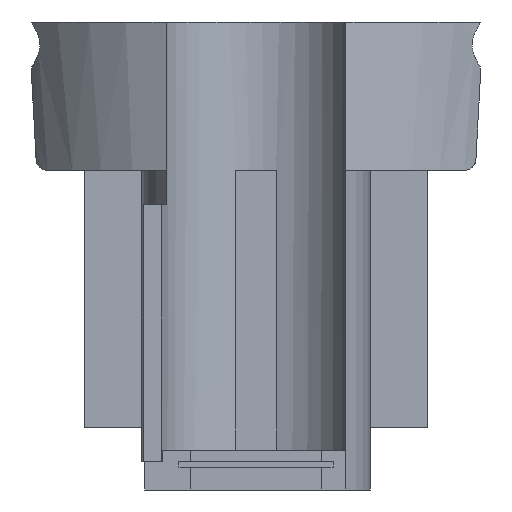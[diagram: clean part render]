
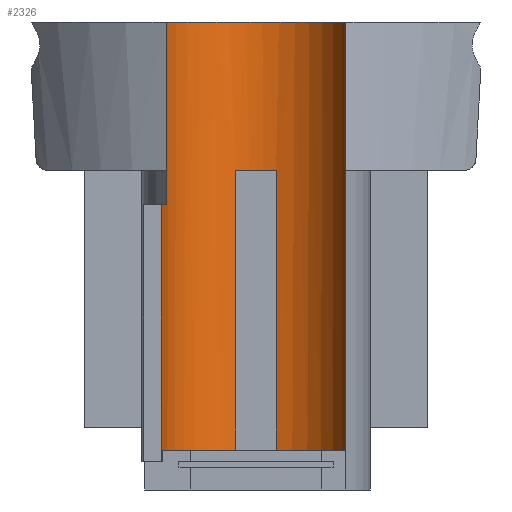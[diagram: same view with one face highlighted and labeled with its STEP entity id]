
A CAD part, left-side view. The second image highlights one B-rep face of the part: STEP entity #2326.
In plain terms, the highlighted cylindrical face has radius 8.5 mm (diameter 17 mm), a partial arc.
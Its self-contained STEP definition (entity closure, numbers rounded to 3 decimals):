
#162=CYLINDRICAL_SURFACE('',#2516,8.5);
#248=FACE_OUTER_BOUND('',#378,.T.);
#378=EDGE_LOOP('',(#2053,#2054,#2055,#2056,#2057,#2058,#2059,#2060,#2061,
#2062,#2063,#2064,#2065,#2066,#2067,#2068));
#598=LINE('',#3790,#863);
#600=LINE('',#3793,#865);
#624=LINE('',#3847,#889);
#625=LINE('',#3849,#890);
#626=LINE('',#3852,#891);
#627=LINE('',#3854,#892);
#628=LINE('',#3858,#893);
#629=LINE('',#3862,#894);
#863=VECTOR('',#2991,10.);
#865=VECTOR('',#2993,10.);
#889=VECTOR('',#3047,10.);
#890=VECTOR('',#3048,10.);
#891=VECTOR('',#3051,10.);
#892=VECTOR('',#3052,10.);
#893=VECTOR('',#3055,10.);
#894=VECTOR('',#3058,10.);
#960=CIRCLE('',#2427,8.5);
#963=CIRCLE('',#2430,8.5);
#985=CIRCLE('',#2501,8.5);
#989=CIRCLE('',#2517,8.5);
#990=CIRCLE('',#2518,8.5);
#991=CIRCLE('',#2519,8.5);
#992=CIRCLE('',#2520,8.5);
#993=CIRCLE('',#2521,8.5);
#1037=VERTEX_POINT('',#3392);
#1038=VERTEX_POINT('',#3394);
#1043=VERTEX_POINT('',#3404);
#1044=VERTEX_POINT('',#3406);
#1173=VERTEX_POINT('',#3784);
#1174=VERTEX_POINT('',#3785);
#1175=VERTEX_POINT('',#3789);
#1176=VERTEX_POINT('',#3791);
#1191=VERTEX_POINT('',#3845);
#1192=VERTEX_POINT('',#3848);
#1193=VERTEX_POINT('',#3850);
#1194=VERTEX_POINT('',#3853);
#1195=VERTEX_POINT('',#3855);
#1196=VERTEX_POINT('',#3857);
#1197=VERTEX_POINT('',#3859);
#1198=VERTEX_POINT('',#3861);
#1278=EDGE_CURVE('',#1038,#1037,#960,.T.);
#1284=EDGE_CURVE('',#1044,#1043,#963,.T.);
#1464=EDGE_CURVE('',#1173,#1174,#985,.T.);
#1466=EDGE_CURVE('',#1175,#1173,#598,.T.);
#1468=EDGE_CURVE('',#1174,#1176,#600,.T.);
#1495=EDGE_CURVE('',#1176,#1191,#989,.T.);
#1496=EDGE_CURVE('',#1044,#1191,#624,.T.);
#1497=EDGE_CURVE('',#1043,#1192,#625,.T.);
#1498=EDGE_CURVE('',#1192,#1193,#990,.T.);
#1499=EDGE_CURVE('',#1193,#1038,#626,.T.);
#1500=EDGE_CURVE('',#1037,#1194,#627,.T.);
#1501=EDGE_CURVE('',#1195,#1194,#991,.T.);
#1502=EDGE_CURVE('',#1195,#1196,#628,.T.);
#1503=EDGE_CURVE('',#1197,#1196,#992,.T.);
#1504=EDGE_CURVE('',#1197,#1198,#629,.T.);
#1505=EDGE_CURVE('',#1198,#1175,#993,.T.);
#2053=ORIENTED_EDGE('',*,*,#1466,.T.);
#2054=ORIENTED_EDGE('',*,*,#1464,.T.);
#2055=ORIENTED_EDGE('',*,*,#1468,.T.);
#2056=ORIENTED_EDGE('',*,*,#1495,.T.);
#2057=ORIENTED_EDGE('',*,*,#1496,.F.);
#2058=ORIENTED_EDGE('',*,*,#1284,.T.);
#2059=ORIENTED_EDGE('',*,*,#1497,.T.);
#2060=ORIENTED_EDGE('',*,*,#1498,.T.);
#2061=ORIENTED_EDGE('',*,*,#1499,.T.);
#2062=ORIENTED_EDGE('',*,*,#1278,.T.);
#2063=ORIENTED_EDGE('',*,*,#1500,.T.);
#2064=ORIENTED_EDGE('',*,*,#1501,.F.);
#2065=ORIENTED_EDGE('',*,*,#1502,.T.);
#2066=ORIENTED_EDGE('',*,*,#1503,.F.);
#2067=ORIENTED_EDGE('',*,*,#1504,.T.);
#2068=ORIENTED_EDGE('',*,*,#1505,.T.);
#2326=ADVANCED_FACE('',(#248),#162,.F.);
#2427=AXIS2_PLACEMENT_3D('',#3395,#2680,#2681);
#2430=AXIS2_PLACEMENT_3D('',#3407,#2689,#2690);
#2501=AXIS2_PLACEMENT_3D('',#3786,#2986,#2987);
#2516=AXIS2_PLACEMENT_3D('',#3844,#3043,#3044);
#2517=AXIS2_PLACEMENT_3D('',#3846,#3045,#3046);
#2518=AXIS2_PLACEMENT_3D('',#3851,#3049,#3050);
#2519=AXIS2_PLACEMENT_3D('',#3856,#3053,#3054);
#2520=AXIS2_PLACEMENT_3D('',#3860,#3056,#3057);
#2521=AXIS2_PLACEMENT_3D('',#3863,#3059,#3060);
#2680=DIRECTION('center_axis',(0.,0.,
1.));
#2681=DIRECTION('ref_axis',(1.,0.,0.));
#2689=DIRECTION('center_axis',(0.,0.,
1.));
#2690=DIRECTION('ref_axis',(1.,0.,0.));
#2986=DIRECTION('center_axis',(0.,0.,-1.));
#2987=DIRECTION('ref_axis',(1.,0.,0.));
#2991=DIRECTION('',(0.,0.,1.));
#2993=DIRECTION('',(0.,0.,-1.));
#3043=DIRECTION('center_axis',(0.,0.,-1.));
#3044=DIRECTION('ref_axis',(1.,0.,0.));
#3045=DIRECTION('center_axis',(0.,0.,-1.));
#3046=DIRECTION('ref_axis',(1.,0.,0.));
#3047=DIRECTION('',(0.,0.,-1.));
#3048=DIRECTION('',(0.,0.,-1.));
#3049=DIRECTION('center_axis',(0.,0.,
1.));
#3050=DIRECTION('ref_axis',(1.,0.,0.));
#3051=DIRECTION('',(0.,0.,1.));
#3052=DIRECTION('',(0.,0.,-1.));
#3053=DIRECTION('center_axis',(0.,0.,1.));
#3054=DIRECTION('ref_axis',(-0.375,-0.927,0.));
#3055=DIRECTION('',(0.,0.,-1.));
#3056=DIRECTION('center_axis',(0.,0.,1.));
#3057=DIRECTION('ref_axis',(-0.375,-0.927,0.));
#3058=DIRECTION('',(0.,0.,1.));
#3059=DIRECTION('center_axis',(0.,0.,-1.));
#3060=DIRECTION('ref_axis',(1.,0.,0.));
#3392=CARTESIAN_POINT('',(-17.499,7.878,0.));
#3394=CARTESIAN_POINT('',(-16.101,8.308,0.));
#3395=CARTESIAN_POINT('Origin',(-14.314,-0.002,
0.));
#3404=CARTESIAN_POINT('',(-12.101,8.205,0.));
#3406=CARTESIAN_POINT('',(-17.501,-7.882,0.));
#3407=CARTESIAN_POINT('Origin',(-14.314,-0.002,
0.));
#3784=CARTESIAN_POINT('',(-6.,1.768,-13.));
#3785=CARTESIAN_POINT('',(-6.,-1.772,-13.));
#3786=CARTESIAN_POINT('Origin',(-14.314,-0.002,
-13.));
#3789=CARTESIAN_POINT('',(-6.,1.768,-37.5));
#3790=CARTESIAN_POINT('',(-6.,1.768,0.));
#3791=CARTESIAN_POINT('',(-6.,-1.772,-37.5));
#3793=CARTESIAN_POINT('',(-6.,-1.772,0.));
#3844=CARTESIAN_POINT('Origin',(-14.314,-0.002,
0.));
#3845=CARTESIAN_POINT('',(-17.501,-7.882,-37.5));
#3846=CARTESIAN_POINT('Origin',(-14.314,-0.002,
-37.5));
#3847=CARTESIAN_POINT('',(-17.501,-7.882,0.));
#3848=CARTESIAN_POINT('',(-12.101,8.205,-1.5));
#3849=CARTESIAN_POINT('',(-12.101,8.205,0.));
#3850=CARTESIAN_POINT('',(-16.101,8.308,-1.5));
#3851=CARTESIAN_POINT('Origin',(-14.314,-0.002,
-1.5));
#3852=CARTESIAN_POINT('',(-16.101,8.308,0.));
#3853=CARTESIAN_POINT('',(-17.499,7.878,-16.));
#3854=CARTESIAN_POINT('',(-17.499,7.878,0.));
#3855=CARTESIAN_POINT('',(-16.101,8.308,-16.));
#3856=CARTESIAN_POINT('Origin',(-14.314,-0.002,
-16.));
#3857=CARTESIAN_POINT('',(-16.101,8.308,-38.5));
#3858=CARTESIAN_POINT('',(-16.101,8.308,-13.));
#3859=CARTESIAN_POINT('',(-12.101,8.205,-38.5));
#3860=CARTESIAN_POINT('Origin',(-14.314,-0.002,
-38.5));
#3861=CARTESIAN_POINT('',(-12.101,8.205,-37.5));
#3862=CARTESIAN_POINT('',(-12.101,8.205,0.));
#3863=CARTESIAN_POINT('Origin',(-14.314,-0.002,
-37.5));
